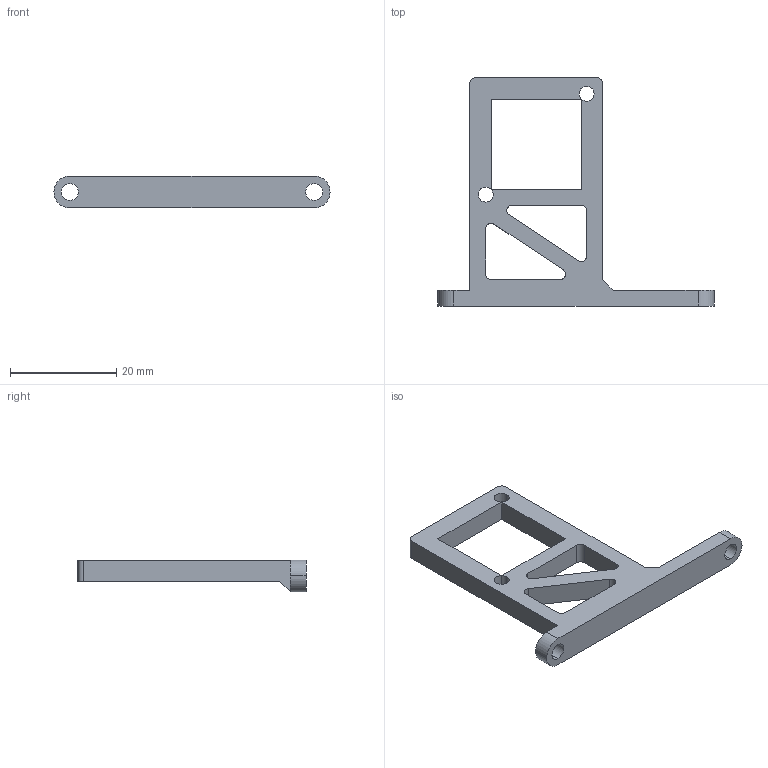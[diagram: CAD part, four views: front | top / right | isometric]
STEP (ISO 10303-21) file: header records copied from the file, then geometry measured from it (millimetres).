
FILE_DESCRIPTION (( 'STEP AP214' ), '1' );
FILE_NAME ('support_linear_camera.STEP', '2014-10-27T22:13:44', ( '' ), ( '' ), 'SwSTEP 2.0', 'SolidWorks 2014', '' );
FILE_SCHEMA (( 'AUTOMOTIVE_DESIGN' ));
Length unit declared in the file: millimetre
Products named in the file (1): support_linear_camera
Bounding box: 52 x 43 x 6 mm (x, y, z)
Volume: 2944.9 mm3; surface area: 2958.3 mm2
Topology: 1 solids, 1 shells, 42 faces, 118 edges, 77 vertices
Faces by surface type: cylinder 21, plane 21
Entity records: 1426 total; most frequent: DIRECTION 246, CARTESIAN_POINT 238, ORIENTED_EDGE 236, EDGE_CURVE 118, AXIS2_PLACEMENT_3D 85, VERTEX_POINT 77, LINE 76, VECTOR 76
